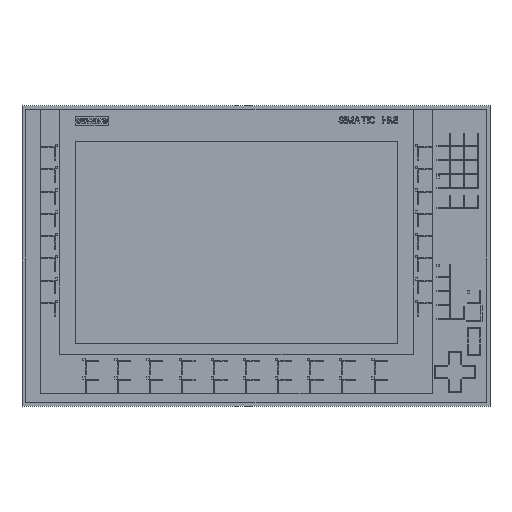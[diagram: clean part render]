
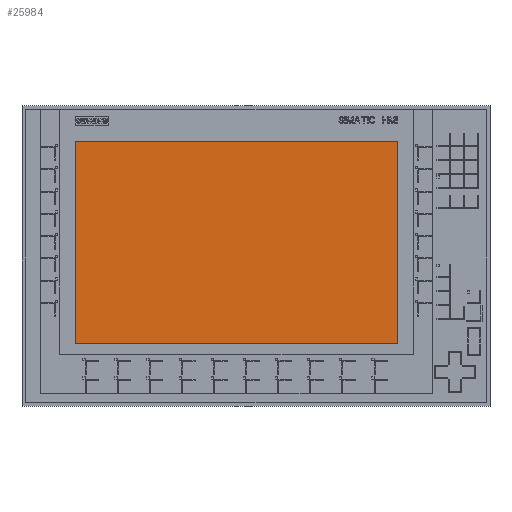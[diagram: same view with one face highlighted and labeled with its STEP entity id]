
A CAD part, top view. The second image highlights one B-rep face of the part: STEP entity #25984.
In plain terms, the highlighted planar face has unit normal (0, 0, 1).
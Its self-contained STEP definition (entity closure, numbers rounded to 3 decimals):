
#1863=FACE_OUTER_BOUND('',#30427,.T.);
#5819=LINE('',#86453,#12971);
#5822=LINE('',#86459,#12974);
#5824=LINE('',#86463,#12976);
#5825=LINE('',#86465,#12977);
#12971=VECTOR('',#71259,1.);
#12974=VECTOR('',#71264,1.);
#12976=VECTOR('',#71268,1.);
#12977=VECTOR('',#71271,1.);
#22825=PLANE('',#65613);
#25984=ADVANCED_FACE('',(#1863),#22825,.T.);
#30427=EDGE_LOOP('',(#36417,#36418,#36419,#36420));
#36417=ORIENTED_EDGE('',*,*,#57446,.T.);
#36418=ORIENTED_EDGE('',*,*,#57449,.T.);
#36419=ORIENTED_EDGE('',*,*,#57451,.T.);
#36420=ORIENTED_EDGE('',*,*,#57452,.T.);
#51380=VERTEX_POINT('',#86452);
#51381=VERTEX_POINT('',#86454);
#51382=VERTEX_POINT('',#86458);
#51383=VERTEX_POINT('',#86462);
#57446=EDGE_CURVE('',#51381,#51380,#5819,.T.);
#57449=EDGE_CURVE('',#51380,#51382,#5822,.T.);
#57451=EDGE_CURVE('',#51382,#51383,#5824,.T.);
#57452=EDGE_CURVE('',#51383,#51381,#5825,.T.);
#65613=AXIS2_PLACEMENT_3D('',#86467,#71274,#71275);
#71259=DIRECTION('',(0.,-1.,0.));
#71264=DIRECTION('',(1.,0.,0.));
#71268=DIRECTION('',(0.,1.,0.));
#71271=DIRECTION('',(-1.,0.,0.));
#71274=DIRECTION('',(0.,0.,1.));
#71275=DIRECTION('',(1.,0.,0.));
#86452=CARTESIAN_POINT('',(-146.4,-118.5,2.8));
#86453=CARTESIAN_POINT('',(-146.4,90.5,2.8));
#86454=CARTESIAN_POINT('',(-146.4,90.5,2.8));
#86458=CARTESIAN_POINT('',(186.8,-118.5,2.8));
#86459=CARTESIAN_POINT('',(-146.4,-118.5,2.8));
#86462=CARTESIAN_POINT('',(186.8,90.5,2.8));
#86463=CARTESIAN_POINT('',(186.8,-118.5,2.8));
#86465=CARTESIAN_POINT('',(186.8,90.5,2.8));
#86467=CARTESIAN_POINT('',(-146.4,-118.5,2.8));
